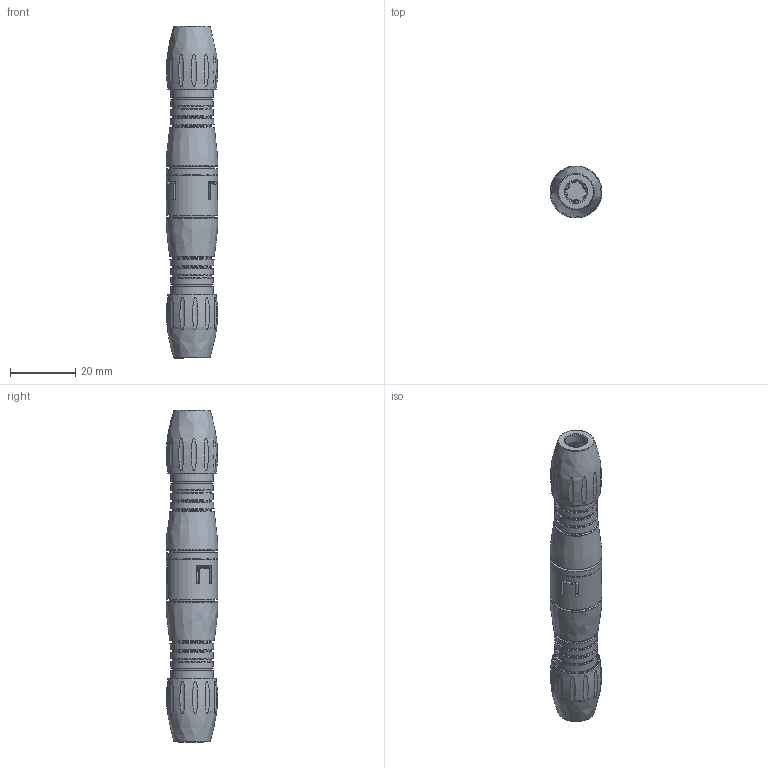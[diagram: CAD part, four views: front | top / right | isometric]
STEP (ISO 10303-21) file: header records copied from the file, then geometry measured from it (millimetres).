
FILE_DESCRIPTION(/* description */ (''),/* implementation_level */ '2;1');
FILE_NAME(/* name */ 'CK-SF.stp',/* time_stamp */ '2020-05-01T10:53:49-04:00',/* author */ ('lcup'),/* organization */ (''),/* preprocessor_version */ 'ST-DEVELOPER v18',/* originating_system */ 'Autodesk Inventor 2020',/* authorisation */ '');
FILE_SCHEMA (('AUTOMOTIVE_DESIGN { 1 0 10303 214 3 1 1 }'));
Length unit declared in the file: inch
Products named in the file (7): CF-SF; CBP10249, INSERT; CBP10250, INSERT; CBP10308, GRIPPER; CBP10308, TAIL; CBP10308, SHELL; CBP10308, GRIP
Assembly tree (10 placements, depth 2):
  CF-SF
    CBP10249, INSERT
    CBP10308, SHELL  x2
    CBP10308, TAIL  x2
    CBP10250, INSERT
    CBP10308, GRIPPER  x2
    CBP10308, GRIP  x2
Bounding box: 15.88 x 15.88 x 101.56 mm (x, y, z)
Volume: 12061.5 mm3; surface area: 16200.1 mm2
Topology: 13 solids, 13 shells, 712 faces, 1896 edges, 1252 vertices
Faces by surface type: plane 221, cylinder 198, bspline 161, cone 68, torus 44, sphere 20
Full cylindrical faces by diameter (mm): 1.5 x6, 1.62 x9, 2.2 x6, 6.35 x2, 6.68 x2, 6.75 x2, 9.525 x6, 10.273 x20, 10.409 x8, 10.922 x2, 11.112 x8, 11.3 x2, 11.6 x1, 11.938 x8, 13 x4, 13.15 x2, 14.287 x2, 15.75 x1, 15.8 x1
Entity records: 29461 total; most frequent: CARTESIAN_POINT 16745, ORIENTED_EDGE 2850, DIRECTION 2180, EDGE_CURVE 1425, VERTEX_POINT 940, AXIS2_PLACEMENT_3D 889, EDGE_LOOP 599, FACE_OUTER_BOUND 543
